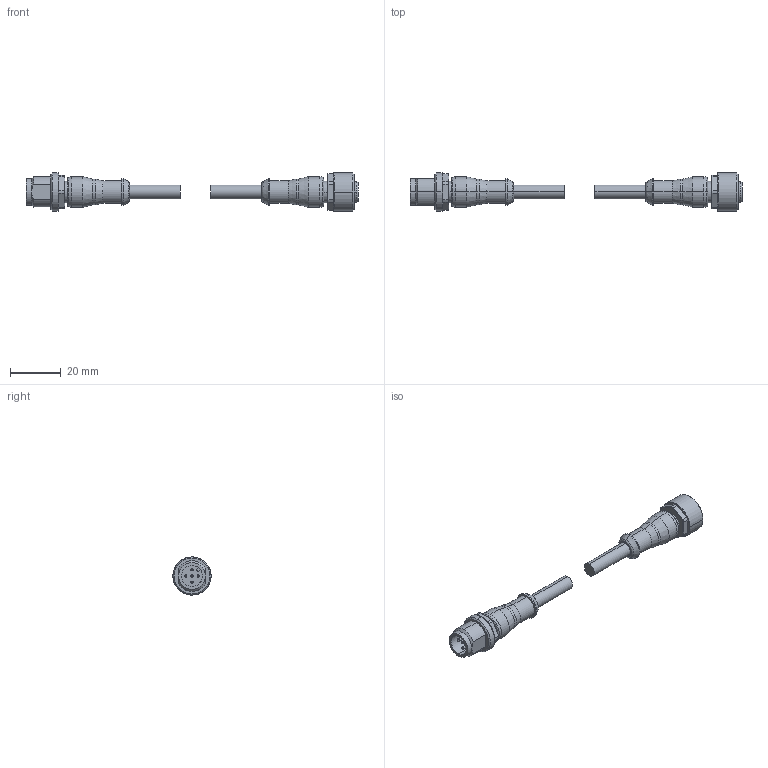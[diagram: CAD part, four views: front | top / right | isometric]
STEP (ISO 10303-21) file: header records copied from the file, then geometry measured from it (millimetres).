
FILE_DESCRIPTION (( 'STEP AP203' ), '1' );
FILE_NAME ('7000-40041-0350300.step', '2022-10-27T12:57:04', ( '' ), ( '' ), 'SwSTEP 2.0', 'SolidWorks 2021', '' );
FILE_SCHEMA (( 'CONFIG_CONTROL_DESIGN' ));
Length unit declared in the file: inch
Products named in the file (3): 7000-40041-0350300_FEMALE; 7000-40041-0350300_MALE; 7000-40041-0350300
Assembly tree (2 placements, depth 2):
  7000-40041-0350300
    7000-40041-0350300_MALE
    7000-40041-0350300_FEMALE
Bounding box: 130.5 x 15 x 15 mm (x, y, z)
Volume: 7992.5 mm3; surface area: 5163.6 mm2
Topology: 2 solids, 2 shells, 196 faces, 425 edges, 257 vertices
Faces by surface type: cylinder 73, plane 60, cone 41, bspline 12, torus 10
Entity records: 5966 total; most frequent: CARTESIAN_POINT 1343, DIRECTION 979, ORIENTED_EDGE 850, EDGE_CURVE 425, AXIS2_PLACEMENT_3D 407, VERTEX_POINT 257, EDGE_LOOP 220, CIRCLE 218
